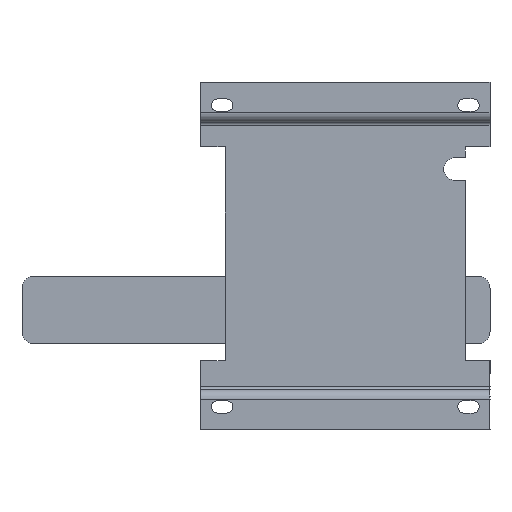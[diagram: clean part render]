
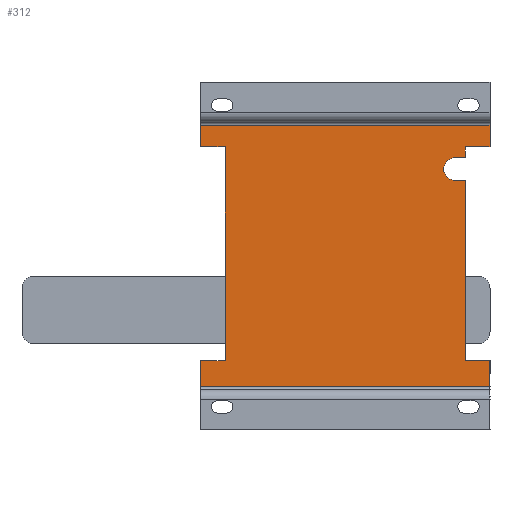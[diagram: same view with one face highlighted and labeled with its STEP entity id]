
A CAD part, front view. The second image highlights one B-rep face of the part: STEP entity #312.
In plain terms, the highlighted planar face has unit normal (0, -1, 0).
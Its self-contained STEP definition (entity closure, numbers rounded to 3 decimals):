
#15 = LINE ( 'NONE', #1412, #2096 ) ;
#23 = CIRCLE ( 'NONE', #2662, 3.75 ) ;
#81 = LINE ( 'NONE', #1665, #2267 ) ;
#88 = VERTEX_POINT ( 'NONE', #1847 ) ;
#103 = CARTESIAN_POINT ( 'NONE',  ( -47., -2., -42.5 ) ) ;
#107 = EDGE_CURVE ( 'NONE', #362, #292, #1409, .T. ) ;
#134 = VERTEX_POINT ( 'NONE', #148 ) ;
#139 = VERTEX_POINT ( 'NONE', #414 ) ;
#148 = CARTESIAN_POINT ( 'NONE',  ( -39., -2., -34. ) ) ;
#150 = DIRECTION ( 'NONE',  ( 0., 0., 1. ) ) ;
#182 = VECTOR ( 'NONE', #1226, 1000. ) ;
#188 = VECTOR ( 'NONE', #150, 1000. ) ;
#192 = ORIENTED_EDGE ( 'NONE', *, *, #895, .F. ) ;
#198 = DIRECTION ( 'NONE',  ( 0., -1., 0. ) ) ;
#214 = EDGE_CURVE ( 'NONE', #88, #1986, #1234, .T. ) ;
#233 = DIRECTION ( 'NONE',  ( 0., 0., 1. ) ) ;
#239 = CARTESIAN_POINT ( 'NONE',  ( 47., -2., -45.5 ) ) ;
#253 = VECTOR ( 'NONE', #665, 1000. ) ;
#292 = VERTEX_POINT ( 'NONE', #1085 ) ;
#302 = VECTOR ( 'NONE', #828, 1000. ) ;
#312 = ADVANCED_FACE ( 'NONE', ( #364 ), #1710, .F. ) ;
#329 = DIRECTION ( 'NONE',  ( 0., 0., 1. ) ) ;
#354 = CARTESIAN_POINT ( 'NONE',  ( -39., -2., -34. ) ) ;
#362 = VERTEX_POINT ( 'NONE', #434 ) ;
#364 = FACE_OUTER_BOUND ( 'NONE', #869, .T. ) ;
#398 = CARTESIAN_POINT ( 'NONE',  ( -47., -2., -45.5 ) ) ;
#403 = ORIENTED_EDGE ( 'NONE', *, *, #1242, .F. ) ;
#414 = CARTESIAN_POINT ( 'NONE',  ( 35.75, -2., 32. ) ) ;
#419 = EDGE_CURVE ( 'NONE', #1875, #931, #957, .T. ) ;
#421 = CARTESIAN_POINT ( 'NONE',  ( 39., -2., -34. ) ) ;
#434 = CARTESIAN_POINT ( 'NONE',  ( 35.75, -2., 24.5 ) ) ;
#440 = ORIENTED_EDGE ( 'NONE', *, *, #419, .F. ) ;
#453 = ORIENTED_EDGE ( 'NONE', *, *, #2702, .F. ) ;
#462 = CARTESIAN_POINT ( 'NONE',  ( 35.75, -2., 32. ) ) ;
#486 = ORIENTED_EDGE ( 'NONE', *, *, #1068, .F. ) ;
#488 = ORIENTED_EDGE ( 'NONE', *, *, #214, .F. ) ;
#536 = LINE ( 'NONE', #2713, #188 ) ;
#598 = DIRECTION ( 'NONE',  ( -1., 0., 0. ) ) ;
#613 = DIRECTION ( 'NONE',  ( 1., 0., 0. ) ) ;
#636 = CARTESIAN_POINT ( 'NONE',  ( 47., -2., 35.5 ) ) ;
#665 = DIRECTION ( 'NONE',  ( 1., 0., 0. ) ) ;
#679 = VERTEX_POINT ( 'NONE', #1640 ) ;
#680 = ORIENTED_EDGE ( 'NONE', *, *, #2388, .F. ) ;
#729 = DIRECTION ( 'NONE',  ( 1., 0., 0. ) ) ;
#754 = EDGE_CURVE ( 'NONE', #1454, #2108, #1193, .T. ) ;
#828 = DIRECTION ( 'NONE',  ( 0., 0., -1. ) ) ;
#842 = CARTESIAN_POINT ( 'NONE',  ( -47., -2., -34. ) ) ;
#869 = EDGE_LOOP ( 'NONE', ( #2651, #680, #488, #453, #1005, #1541, #403, #2453, #2016, #2242, #486, #440, #2745, #1732, #192, #1338 ) ) ;
#885 = LINE ( 'NONE', #462, #1049 ) ;
#895 = EDGE_CURVE ( 'NONE', #139, #362, #23, .T. ) ;
#925 = EDGE_CURVE ( 'NONE', #1132, #134, #1021, .T. ) ;
#931 = VERTEX_POINT ( 'NONE', #1276 ) ;
#945 = EDGE_CURVE ( 'NONE', #292, #1875, #2041, .T. ) ;
#957 = LINE ( 'NONE', #1159, #1024 ) ;
#993 = DIRECTION ( 'NONE',  ( -1., 0., 0. ) ) ;
#999 = VERTEX_POINT ( 'NONE', #1114 ) ;
#1005 = ORIENTED_EDGE ( 'NONE', *, *, #1460, .F. ) ;
#1021 = LINE ( 'NONE', #842, #2073 ) ;
#1024 = VECTOR ( 'NONE', #729, 1000. ) ;
#1026 = DIRECTION ( 'NONE',  ( -1., 0., 0. ) ) ;
#1036 = CARTESIAN_POINT ( 'NONE',  ( -47., -2., 35.5 ) ) ;
#1049 = VECTOR ( 'NONE', #1736, 1000. ) ;
#1068 = EDGE_CURVE ( 'NONE', #931, #1454, #1974, .T. ) ;
#1085 = CARTESIAN_POINT ( 'NONE',  ( 39., -2., 24.5 ) ) ;
#1114 = CARTESIAN_POINT ( 'NONE',  ( 39., -2., 32. ) ) ;
#1131 = LINE ( 'NONE', #354, #1539 ) ;
#1132 = VERTEX_POINT ( 'NONE', #1787 ) ;
#1134 = VECTOR ( 'NONE', #1026, 1000. ) ;
#1159 = CARTESIAN_POINT ( 'NONE',  ( 47., -2., -34. ) ) ;
#1193 = LINE ( 'NONE', #1459, #1134 ) ;
#1200 = CARTESIAN_POINT ( 'NONE',  ( -47., -2., 42.5 ) ) ;
#1226 = DIRECTION ( 'NONE',  ( 0., 0., 1. ) ) ;
#1234 = LINE ( 'NONE', #2527, #302 ) ;
#1242 = EDGE_CURVE ( 'NONE', #134, #679, #1131, .T. ) ;
#1255 = CARTESIAN_POINT ( 'NONE',  ( 47., -2., -42.5 ) ) ;
#1269 = VECTOR ( 'NONE', #613, 1000. ) ;
#1276 = CARTESIAN_POINT ( 'NONE',  ( 47., -2., -34. ) ) ;
#1314 = EDGE_CURVE ( 'NONE', #2680, #999, #1660, .T. ) ;
#1338 = ORIENTED_EDGE ( 'NONE', *, *, #2022, .F. ) ;
#1409 = LINE ( 'NONE', #1866, #1269 ) ;
#1412 = CARTESIAN_POINT ( 'NONE',  ( -47., -2., 35.5 ) ) ;
#1454 = VERTEX_POINT ( 'NONE', #1255 ) ;
#1459 = CARTESIAN_POINT ( 'NONE',  ( 47., -2., -42.5 ) ) ;
#1460 = EDGE_CURVE ( 'NONE', #1912, #1738, #536, .T. ) ;
#1461 = CARTESIAN_POINT ( 'NONE',  ( 39., -2., -34. ) ) ;
#1516 = DIRECTION ( 'NONE',  ( 0., 0., -1. ) ) ;
#1530 = CARTESIAN_POINT ( 'NONE',  ( 0., -2., 0. ) ) ;
#1539 = VECTOR ( 'NONE', #329, 1000. ) ;
#1541 = ORIENTED_EDGE ( 'NONE', *, *, #2234, .F. ) ;
#1640 = CARTESIAN_POINT ( 'NONE',  ( -39., -2., 35.5 ) ) ;
#1660 = LINE ( 'NONE', #2498, #2307 ) ;
#1665 = CARTESIAN_POINT ( 'NONE',  ( 47., -2., 35.5 ) ) ;
#1710 = PLANE ( 'NONE',  #2007 ) ;
#1728 = CARTESIAN_POINT ( 'NONE',  ( -47., -2., 42.5 ) ) ;
#1732 = ORIENTED_EDGE ( 'NONE', *, *, #107, .F. ) ;
#1736 = DIRECTION ( 'NONE',  ( -1., 0., 0. ) ) ;
#1738 = VERTEX_POINT ( 'NONE', #1200 ) ;
#1787 = CARTESIAN_POINT ( 'NONE',  ( -47., -2., -34. ) ) ;
#1847 = CARTESIAN_POINT ( 'NONE',  ( 47., -2., 42.5 ) ) ;
#1861 = LINE ( 'NONE', #398, #182 ) ;
#1866 = CARTESIAN_POINT ( 'NONE',  ( 35.75, -2., 24.5 ) ) ;
#1875 = VERTEX_POINT ( 'NONE', #1461 ) ;
#1899 = DIRECTION ( 'NONE',  ( 0., 0., 1. ) ) ;
#1912 = VERTEX_POINT ( 'NONE', #1036 ) ;
#1923 = CARTESIAN_POINT ( 'NONE',  ( 35.75, -2., 28.25 ) ) ;
#1949 = DIRECTION ( 'NONE',  ( 0., 1., 0. ) ) ;
#1974 = LINE ( 'NONE', #239, #2276 ) ;
#1986 = VERTEX_POINT ( 'NONE', #636 ) ;
#2007 = AXIS2_PLACEMENT_3D ( 'NONE', #1530, #1949, #233 ) ;
#2016 = ORIENTED_EDGE ( 'NONE', *, *, #2409, .F. ) ;
#2022 = EDGE_CURVE ( 'NONE', #999, #139, #885, .T. ) ;
#2041 = LINE ( 'NONE', #421, #2639 ) ;
#2073 = VECTOR ( 'NONE', #2569, 1000. ) ;
#2096 = VECTOR ( 'NONE', #993, 1000. ) ;
#2108 = VERTEX_POINT ( 'NONE', #103 ) ;
#2131 = DIRECTION ( 'NONE',  ( 0., 0., -1. ) ) ;
#2199 = LINE ( 'NONE', #1728, #253 ) ;
#2234 = EDGE_CURVE ( 'NONE', #679, #1912, #15, .T. ) ;
#2242 = ORIENTED_EDGE ( 'NONE', *, *, #754, .F. ) ;
#2267 = VECTOR ( 'NONE', #598, 1000. ) ;
#2276 = VECTOR ( 'NONE', #1516, 1000. ) ;
#2307 = VECTOR ( 'NONE', #2669, 1000. ) ;
#2368 = CARTESIAN_POINT ( 'NONE',  ( 39., -2., 35.5 ) ) ;
#2388 = EDGE_CURVE ( 'NONE', #1986, #2680, #81, .T. ) ;
#2409 = EDGE_CURVE ( 'NONE', #2108, #1132, #1861, .T. ) ;
#2453 = ORIENTED_EDGE ( 'NONE', *, *, #925, .F. ) ;
#2498 = CARTESIAN_POINT ( 'NONE',  ( 39., -2., 32. ) ) ;
#2527 = CARTESIAN_POINT ( 'NONE',  ( 47., -2., -45.5 ) ) ;
#2569 = DIRECTION ( 'NONE',  ( 1., 0., 0. ) ) ;
#2639 = VECTOR ( 'NONE', #2131, 1000. ) ;
#2651 = ORIENTED_EDGE ( 'NONE', *, *, #1314, .F. ) ;
#2662 = AXIS2_PLACEMENT_3D ( 'NONE', #1923, #198, #1899 ) ;
#2669 = DIRECTION ( 'NONE',  ( 0., 0., -1. ) ) ;
#2680 = VERTEX_POINT ( 'NONE', #2368 ) ;
#2702 = EDGE_CURVE ( 'NONE', #1738, #88, #2199, .T. ) ;
#2713 = CARTESIAN_POINT ( 'NONE',  ( -47., -2., -45.5 ) ) ;
#2745 = ORIENTED_EDGE ( 'NONE', *, *, #945, .F. ) ;
